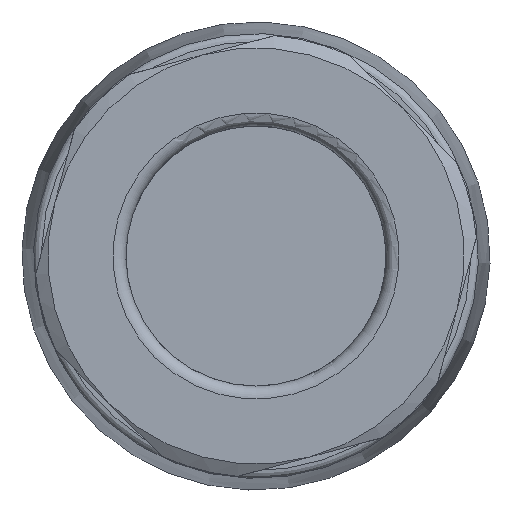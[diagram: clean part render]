
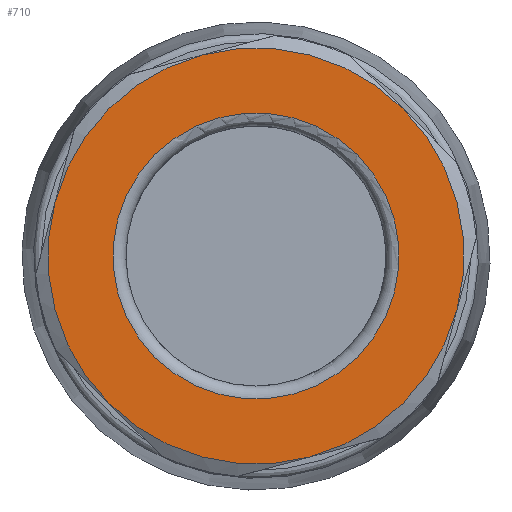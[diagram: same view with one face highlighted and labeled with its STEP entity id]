
A CAD part, front view. The second image highlights one B-rep face of the part: STEP entity #710.
In plain terms, the highlighted planar face has unit normal (0, -1, 0).
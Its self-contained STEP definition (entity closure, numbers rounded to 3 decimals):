
#710=ADVANCED_FACE('',(#975,#976),#807,.T.);
#807=PLANE('',#2544);
#975=FACE_BOUND('',#1075,.T.);
#976=FACE_BOUND('',#1076,.T.);
#1075=EDGE_LOOP('',(#1397));
#1076=EDGE_LOOP('',(#1398,#1399,#1400,#1401,#1402,#1403));
#1397=ORIENTED_EDGE('',*,*,#2144,.T.);
#1398=ORIENTED_EDGE('',*,*,#2115,.T.);
#1399=ORIENTED_EDGE('',*,*,#2117,.T.);
#1400=ORIENTED_EDGE('',*,*,#2125,.T.);
#1401=ORIENTED_EDGE('',*,*,#2129,.T.);
#1402=ORIENTED_EDGE('',*,*,#2135,.T.);
#1403=ORIENTED_EDGE('',*,*,#2141,.T.);
#1873=VERTEX_POINT('',#4242);
#1874=VERTEX_POINT('',#4244);
#1875=VERTEX_POINT('',#4251);
#1878=VERTEX_POINT('',#4275);
#1881=VERTEX_POINT('',#4285);
#1884=VERTEX_POINT('',#4302);
#1887=VERTEX_POINT('',#4329);
#2115=EDGE_CURVE('',#1874,#1873,#2371,.T.);
#2117=EDGE_CURVE('',#1873,#1875,#2372,.T.);
#2125=EDGE_CURVE('',#1875,#1878,#2374,.T.);
#2129=EDGE_CURVE('',#1878,#1881,#2376,.T.);
#2135=EDGE_CURVE('',#1881,#1884,#2378,.T.);
#2141=EDGE_CURVE('',#1884,#1874,#2380,.T.);
#2144=EDGE_CURVE('',#1887,#1887,#2381,.T.);
#2371=CIRCLE('',#2523,8.);
#2372=CIRCLE('',#2525,8.);
#2374=CIRCLE('',#2529,8.);
#2376=CIRCLE('',#2533,8.);
#2378=CIRCLE('',#2537,8.);
#2380=CIRCLE('',#2541,8.);
#2381=CIRCLE('',#2543,5.5);
#2523=AXIS2_PLACEMENT_3D('',#4243,#2908,#2909);
#2525=AXIS2_PLACEMENT_3D('',#4250,#2912,#2913);
#2529=AXIS2_PLACEMENT_3D('',#4276,#2922,#2923);
#2533=AXIS2_PLACEMENT_3D('',#4284,#2932,#2933);
#2537=AXIS2_PLACEMENT_3D('',#4301,#2942,#2943);
#2541=AXIS2_PLACEMENT_3D('',#4318,#2952,#2953);
#2543=AXIS2_PLACEMENT_3D('',#4328,#2956,#2957);
#2544=AXIS2_PLACEMENT_3D('',#4330,#2958,#2959);
#2908=DIRECTION('',(0.,-1.,0.));
#2909=DIRECTION('',(0.707,0.,-0.707));
#2912=DIRECTION('',(0.,-1.,0.));
#2913=DIRECTION('',(0.707,0.,-0.707));
#2922=DIRECTION('',(0.,-1.,0.));
#2923=DIRECTION('',(0.707,0.,-0.707));
#2932=DIRECTION('',(0.,-1.,0.));
#2933=DIRECTION('',(0.707,0.,-0.707));
#2942=DIRECTION('',(0.,-1.,0.));
#2943=DIRECTION('',(0.707,0.,-0.707));
#2952=DIRECTION('',(0.,-1.,0.));
#2953=DIRECTION('',(0.707,0.,-0.707));
#2956=DIRECTION('',(0.,1.,0.));
#2957=DIRECTION('',(0.707,0.,-0.707));
#2958=DIRECTION('',(0.,-1.,0.));
#2959=DIRECTION('',(0.707,0.,-0.707));
#4242=CARTESIAN_POINT('',(27.641,-76.,5.657));
#4243=CARTESIAN_POINT('',(21.985,-76.,0.));
#4244=CARTESIAN_POINT('',(29.712,-76.,-2.071));
#4250=CARTESIAN_POINT('',(21.985,-76.,0.));
#4251=CARTESIAN_POINT('',(19.914,-76.,7.727));
#4275=CARTESIAN_POINT('',(14.257,-76.,2.071));
#4276=CARTESIAN_POINT('',(21.985,-76.,0.));
#4284=CARTESIAN_POINT('',(21.985,-76.,0.));
#4285=CARTESIAN_POINT('',(16.328,-76.,-5.657));
#4301=CARTESIAN_POINT('',(21.985,-76.,0.));
#4302=CARTESIAN_POINT('',(24.055,-76.,-7.727));
#4318=CARTESIAN_POINT('',(21.985,-76.,0.));
#4328=CARTESIAN_POINT('',(21.985,-76.,0.));
#4329=CARTESIAN_POINT('',(25.874,-76.,-3.889));
#4330=CARTESIAN_POINT('',(15.974,-76.,6.01));
